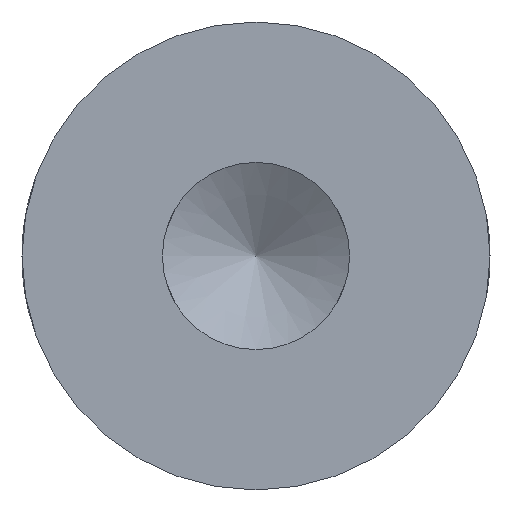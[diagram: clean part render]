
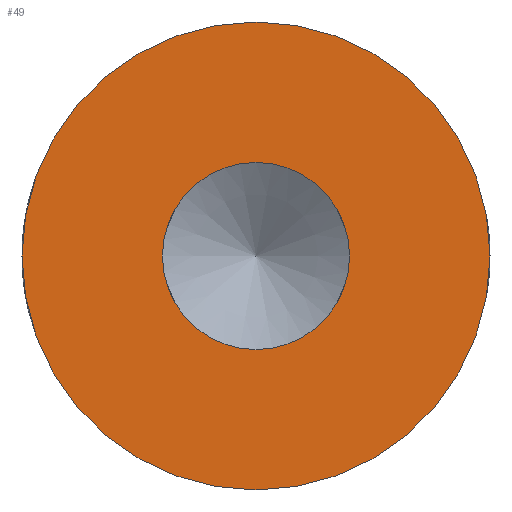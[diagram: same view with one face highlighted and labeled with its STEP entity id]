
A CAD part, left-side view. The second image highlights one B-rep face of the part: STEP entity #49.
In plain terms, the highlighted planar face has unit normal (-1, 0, 0).
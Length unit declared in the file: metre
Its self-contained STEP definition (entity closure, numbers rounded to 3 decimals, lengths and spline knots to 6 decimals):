
#49 = ADVANCED_FACE( 'Body80', ( #110, #111 ), #112, .T. );
#110 = FACE_OUTER_BOUND( '', #193, .T. );
#111 = FACE_BOUND( '', #194, .T. );
#112 = PLANE( '', #195 );
#193 = EDGE_LOOP( '', ( #293 ) );
#194 = EDGE_LOOP( '', ( #294 ) );
#195 = AXIS2_PLACEMENT_3D( '', #295, #296, #297 );
#293 = ORIENTED_EDGE( '', *, *, #442, .T. );
#294 = ORIENTED_EDGE( '', *, *, #419, .F. );
#295 = CARTESIAN_POINT( '', ( 0.081, -0.102, 0.264 ) );
#296 = DIRECTION( '', ( -1., 0., 0. ) );
#297 = DIRECTION( '', ( 0., 1., 0. ) );
#419 = EDGE_CURVE( '', #488, #488, #489, .T. );
#442 = EDGE_CURVE( '', #529, #529, #530, .T. );
#488 = VERTEX_POINT( '', #650 );
#489 = CIRCLE( '', #651, 0.006 );
#529 = VERTEX_POINT( '', #867 );
#530 = CIRCLE( '', #868, 0.015 );
#650 = CARTESIAN_POINT( '', ( 0.081, -0.096, 0.264 ) );
#651 = AXIS2_PLACEMENT_3D( '', #1214, #1215, #1216 );
#867 = CARTESIAN_POINT( '', ( 0.081, -0.117, 0.264 ) );
#868 = AXIS2_PLACEMENT_3D( '', #1223, #1224, #1225 );
#1214 = CARTESIAN_POINT( '', ( 0.081, -0.102, 0.264 ) );
#1215 = DIRECTION( '', ( -1., 0., 0. ) );
#1216 = DIRECTION( '', ( 0., 1., 0. ) );
#1223 = CARTESIAN_POINT( '', ( 0.081, -0.102, 0.264 ) );
#1224 = DIRECTION( '', ( -1., 0., 0. ) );
#1225 = DIRECTION( '', ( 0., -1., 0. ) );
